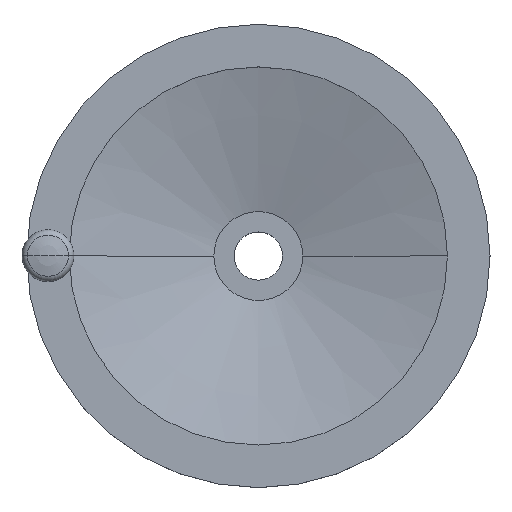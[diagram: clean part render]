
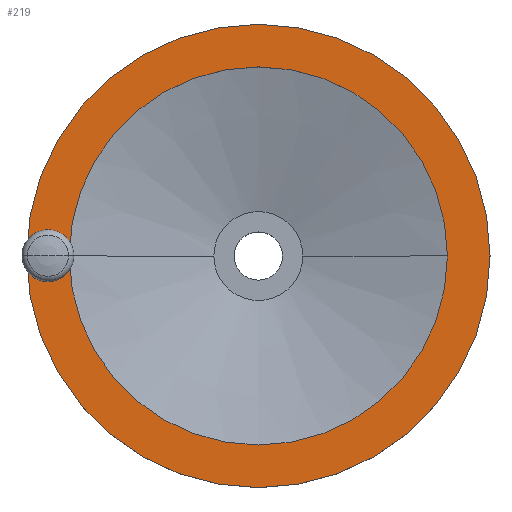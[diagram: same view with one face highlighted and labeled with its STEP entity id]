
A CAD part, top view. The second image highlights one B-rep face of the part: STEP entity #219.
In plain terms, the highlighted planar face has unit normal (0, 0, 1).
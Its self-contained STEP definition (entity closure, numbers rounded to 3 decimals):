
#167=VERTEX_POINT('',#462);
#177=EDGE_CURVE('',#221,#307,#473,.T.);
#191=EDGE_CURVE('',#215,#167,#489,.T.);
#193=EDGE_CURVE('',#307,#221,#491,.T.);
#215=VERTEX_POINT('',#514);
#219=ADVANCED_FACE('',(#520,#521,#522),#523,.T.);
#221=VERTEX_POINT('',#525);
#263=EDGE_CURVE('',#329,#299,#575,.T.);
#291=EDGE_CURVE('',#299,#329,#608,.T.);
#299=VERTEX_POINT('',#616);
#307=VERTEX_POINT('',#626);
#329=VERTEX_POINT('',#651);
#331=EDGE_CURVE('',#167,#215,#653,.T.);
#462=CARTESIAN_POINT('',(-125.0,0.,51.0));
#473=CIRCLE('',#800,102.0);
#489=CIRCLE('',#823,125.0);
#491=CIRCLE('',#826,102.0);
#514=CARTESIAN_POINT('',(125.0,0.,51.0));
#520=FACE_BOUND('',#861,.T.);
#521=FACE_OUTER_BOUND('',#862,.T.);
#522=FACE_BOUND('',#863,.T.);
#523=PLANE('',#864);
#525=CARTESIAN_POINT('',(102.0,0.,51.0));
#575=CIRCLE('',#929,6.5);
#608=CIRCLE('',#972,6.5);
#616=CARTESIAN_POINT('',(-107.0,0.,51.0));
#626=CARTESIAN_POINT('',(-102.0,0.,51.0));
#651=CARTESIAN_POINT('',(-120.0,0.,51.0));
#653=CIRCLE('',#1030,125.0);
#800=AXIS2_PLACEMENT_3D('',#1209,#1210,#1211);
#823=AXIS2_PLACEMENT_3D('',#1223,#1224,#1225);
#826=AXIS2_PLACEMENT_3D('',#1226,#1227,#1228);
#861=EDGE_LOOP('',(#1259,#1260));
#862=EDGE_LOOP('',(#1261,#1262));
#863=EDGE_LOOP('',(#1263,#1264));
#864=AXIS2_PLACEMENT_3D('',#1265,#1266,#1267);
#929=AXIS2_PLACEMENT_3D('',#1348,#1349,#1350);
#972=AXIS2_PLACEMENT_3D('',#1399,#1400,#1401);
#1030=AXIS2_PLACEMENT_3D('',#1463,#1464,#1465);
#1209=CARTESIAN_POINT('',(0.,0.,51.0));
#1210=DIRECTION('',(-0.0,0.0,-1.0));
#1211=DIRECTION('',(-1.0,0.,0.0));
#1223=CARTESIAN_POINT('',(0.,0.,51.0));
#1224=DIRECTION('',(-0.0,0.0,-1.0));
#1225=DIRECTION('',(-1.0,0.,0.0));
#1226=CARTESIAN_POINT('',(0.,0.,51.0));
#1227=DIRECTION('',(-0.0,0.0,-1.0));
#1228=DIRECTION('',(-1.0,0.,0.0));
#1259=ORIENTED_EDGE('',*,*,#263,.T.);
#1260=ORIENTED_EDGE('',*,*,#291,.T.);
#1261=ORIENTED_EDGE('',*,*,#331,.F.);
#1262=ORIENTED_EDGE('',*,*,#191,.F.);
#1263=ORIENTED_EDGE('',*,*,#193,.T.);
#1264=ORIENTED_EDGE('',*,*,#177,.T.);
#1265=CARTESIAN_POINT('',(-113.5,0.,51.0));
#1266=DIRECTION('',(0.0,0.0,1.0));
#1267=DIRECTION('',(-1.0,0.,0.0));
#1348=CARTESIAN_POINT('',(-113.5,0.,51.0));
#1349=DIRECTION('',(-0.0,0.0,-1.0));
#1350=DIRECTION('',(-1.0,0.,0.0));
#1399=CARTESIAN_POINT('',(-113.5,0.,51.0));
#1400=DIRECTION('',(-0.0,0.0,-1.0));
#1401=DIRECTION('',(-1.0,0.,0.0));
#1463=CARTESIAN_POINT('',(0.,0.,51.0));
#1464=DIRECTION('',(-0.0,0.0,-1.0));
#1465=DIRECTION('',(-1.0,0.,0.0));
